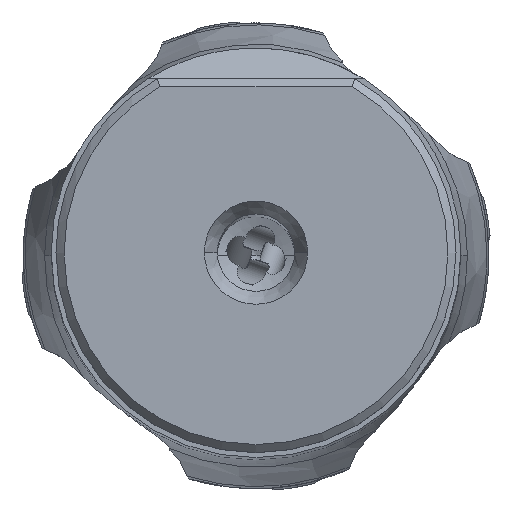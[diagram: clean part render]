
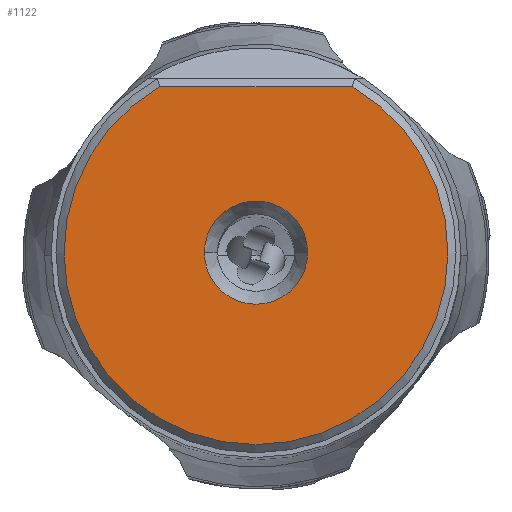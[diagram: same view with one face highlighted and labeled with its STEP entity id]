
A CAD part, top view. The second image highlights one B-rep face of the part: STEP entity #1122.
In plain terms, the highlighted planar face has unit normal (0, 0, 1).
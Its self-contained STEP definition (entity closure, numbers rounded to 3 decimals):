
#65=FACE_BOUND('',#2359,.T.);
#66=FACE_BOUND('',#2360,.T.);
#167=PLANE('',#10337);
#1122=ADVANCED_FACE('',(#65,#66),#167,.T.);
#2359=EDGE_LOOP('',(#3676,#3677));
#2360=EDGE_LOOP('',(#3678,#3679,#3680));
#2900=CIRCLE('',#10332,14.875);
#2901=CIRCLE('',#10333,14.875);
#2902=CIRCLE('',#10335,4.);
#2903=CIRCLE('',#10336,4.);
#3676=ORIENTED_EDGE('',*,*,#7856,.T.);
#3677=ORIENTED_EDGE('',*,*,#7857,.T.);
#3678=ORIENTED_EDGE('',*,*,#7854,.T.);
#3679=ORIENTED_EDGE('',*,*,#7852,.F.);
#3680=ORIENTED_EDGE('',*,*,#7855,.T.);
#6720=VERTEX_POINT('',#15035);
#6721=VERTEX_POINT('',#15037);
#6722=VERTEX_POINT('',#15046);
#6723=VERTEX_POINT('',#15050);
#6724=VERTEX_POINT('',#15051);
#7852=EDGE_CURVE('',#6720,#6721,#9278,.T.);
#7854=EDGE_CURVE('',#6722,#6721,#2900,.T.);
#7855=EDGE_CURVE('',#6720,#6722,#2901,.T.);
#7856=EDGE_CURVE('',#6723,#6724,#2902,.T.);
#7857=EDGE_CURVE('',#6724,#6723,#2903,.T.);
#9278=LINE('',#15036,#9683);
#9683=VECTOR('',#11583,1.);
#10332=AXIS2_PLACEMENT_3D('',#15045,#11586,#11587);
#10333=AXIS2_PLACEMENT_3D('',#15047,#11588,#11589);
#10335=AXIS2_PLACEMENT_3D('',#15049,#11592,#11593);
#10336=AXIS2_PLACEMENT_3D('',#15052,#11594,#11595);
#10337=AXIS2_PLACEMENT_3D('',#15053,#11596,#11597);
#11583=DIRECTION('',(1.,0.,0.));
#11586=DIRECTION('',(0.,0.,1.));
#11587=DIRECTION('',(0.,-1.,0.));
#11588=DIRECTION('',(0.,0.,1.));
#11589=DIRECTION('',(-0.503,0.865,0.));
#11592=DIRECTION('',(0.,0.,-1.));
#11593=DIRECTION('',(-1.,0.,0.));
#11594=DIRECTION('',(0.,0.,-1.));
#11595=DIRECTION('',(1.,0.,0.));
#11596=DIRECTION('',(0.,0.,1.));
#11597=DIRECTION('',(-1.,0.,0.));
#15035=CARTESIAN_POINT('',(-7.476,12.86,42.863));
#15036=CARTESIAN_POINT('',(-7.476,12.86,42.863));
#15037=CARTESIAN_POINT('',(7.476,12.86,42.863));
#15045=CARTESIAN_POINT('',(0.,0.,42.863));
#15046=CARTESIAN_POINT('',(0.,-14.875,42.863));
#15047=CARTESIAN_POINT('',(0.,0.,42.863));
#15049=CARTESIAN_POINT('',(0.,0.,42.863));
#15050=CARTESIAN_POINT('',(-4.,0.,42.863));
#15051=CARTESIAN_POINT('',(4.,0.,42.863));
#15052=CARTESIAN_POINT('',(0.,0.,42.863));
#15053=CARTESIAN_POINT('',(0.,-1.008,42.863));
